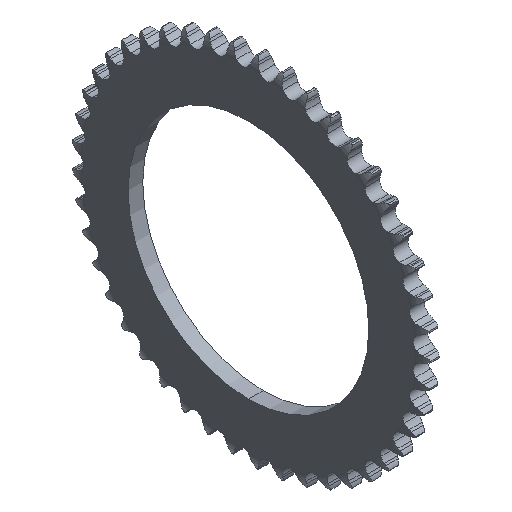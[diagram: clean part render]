
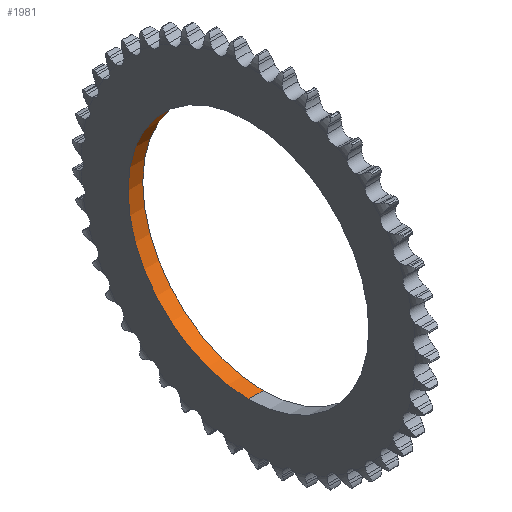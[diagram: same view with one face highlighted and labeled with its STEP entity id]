
A CAD part, isometric view. The second image highlights one B-rep face of the part: STEP entity #1981.
In plain terms, the highlighted cylindrical face has radius 95.25 mm (diameter 190.5 mm), a partial arc.
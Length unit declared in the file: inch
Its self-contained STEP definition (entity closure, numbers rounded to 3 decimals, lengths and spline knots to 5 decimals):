
#85 = VECTOR ( 'NONE', #2573, 39.37008 ) ;
#1126 = DIRECTION ( 'NONE',  ( 0., 0., 1. ) ) ;
#1981 = ADVANCED_FACE ( 'NONE', ( #6828 ), #9954, .F. ) ;
#2573 = DIRECTION ( 'NONE',  ( -1., 0., 0. ) ) ;
#3389 = EDGE_CURVE ( 'NONE', #6078, #16872, #7217, .T. ) ;
#3888 = LINE ( 'NONE', #12661, #10978 ) ;
#4052 = DIRECTION ( 'NONE',  ( 0., 0., 1. ) ) ;
#4277 = AXIS2_PLACEMENT_3D ( 'NONE', #14686, #10009, #4052 ) ;
#4742 = DIRECTION ( 'NONE',  ( -1., 0., 0. ) ) ;
#5973 = DIRECTION ( 'NONE',  ( -1., 0., 0. ) ) ;
#6034 = EDGE_LOOP ( 'NONE', ( #12372, #13751, #7940, #7408 ) ) ;
#6060 = CIRCLE ( 'NONE', #15555, 3.75 ) ;
#6078 = VERTEX_POINT ( 'NONE', #13058 ) ;
#6828 = FACE_OUTER_BOUND ( 'NONE', #6034, .T. ) ;
#7193 = EDGE_CURVE ( 'NONE', #13381, #16872, #13781, .T. ) ;
#7217 = LINE ( 'NONE', #10509, #85 ) ;
#7408 = ORIENTED_EDGE ( 'NONE', *, *, #7193, .T. ) ;
#7437 = CARTESIAN_POINT ( 'NONE',  ( 0., 0., -3.75 ) ) ;
#7940 = ORIENTED_EDGE ( 'NONE', *, *, #12950, .T. ) ;
#8903 = EDGE_CURVE ( 'NONE', #6078, #15095, #6060, .T. ) ;
#9119 = DIRECTION ( 'NONE',  ( 1., 0., 0. ) ) ;
#9802 = AXIS2_PLACEMENT_3D ( 'NONE', #12721, #4742, #14061 ) ;
#9954 = CYLINDRICAL_SURFACE ( 'NONE', #4277, 3.75 ) ;
#10009 = DIRECTION ( 'NONE',  ( -1., 0., 0. ) ) ;
#10509 = CARTESIAN_POINT ( 'NONE',  ( 2., 0., -3.75 ) ) ;
#10978 = VECTOR ( 'NONE', #5973, 39.37008 ) ;
#12372 = ORIENTED_EDGE ( 'NONE', *, *, #3389, .F. ) ;
#12661 = CARTESIAN_POINT ( 'NONE',  ( 2., 0., 3.75 ) ) ;
#12721 = CARTESIAN_POINT ( 'NONE',  ( 0., 0., 0. ) ) ;
#12950 = EDGE_CURVE ( 'NONE', #15095, #13381, #3888, .T. ) ;
#13058 = CARTESIAN_POINT ( 'NONE',  ( 0.459, 0., -3.75 ) ) ;
#13381 = VERTEX_POINT ( 'NONE', #16392 ) ;
#13751 = ORIENTED_EDGE ( 'NONE', *, *, #8903, .T. ) ;
#13781 = CIRCLE ( 'NONE', #9802, 3.75 ) ;
#14061 = DIRECTION ( 'NONE',  ( 0., 0., -1. ) ) ;
#14686 = CARTESIAN_POINT ( 'NONE',  ( 2., 0., 0. ) ) ;
#15095 = VERTEX_POINT ( 'NONE', #15266 ) ;
#15266 = CARTESIAN_POINT ( 'NONE',  ( 0.459, 0., 3.75 ) ) ;
#15555 = AXIS2_PLACEMENT_3D ( 'NONE', #17050, #9119, #1126 ) ;
#16392 = CARTESIAN_POINT ( 'NONE',  ( 0., 0., 3.75 ) ) ;
#16872 = VERTEX_POINT ( 'NONE', #7437 ) ;
#17050 = CARTESIAN_POINT ( 'NONE',  ( 0.459, 0., 0. ) ) ;
